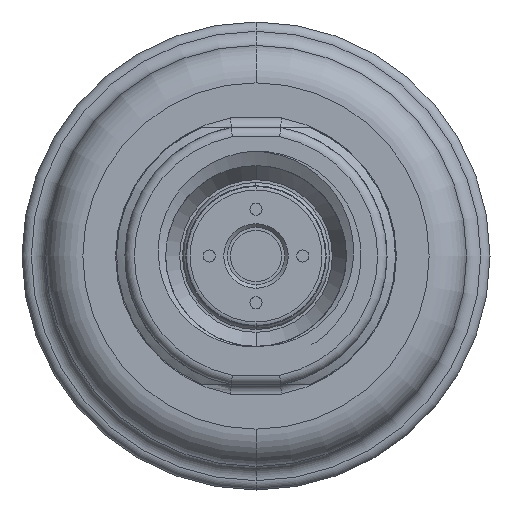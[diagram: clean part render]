
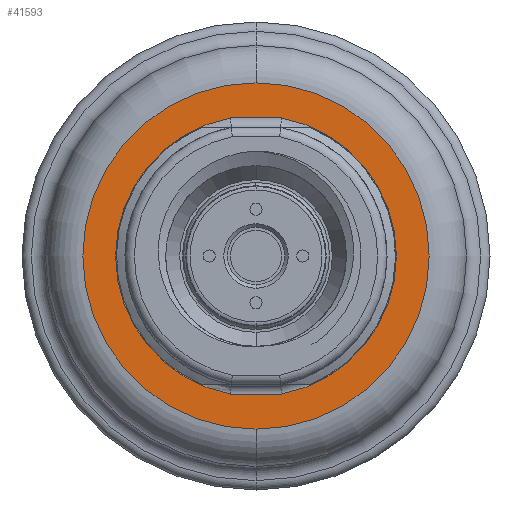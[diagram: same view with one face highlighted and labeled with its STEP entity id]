
A CAD part, front view. The second image highlights one B-rep face of the part: STEP entity #41593.
In plain terms, the highlighted planar face has unit normal (0, -1, 0).
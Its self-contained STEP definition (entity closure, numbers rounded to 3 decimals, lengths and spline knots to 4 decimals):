
#14970=CARTESIAN_POINT('',(0.,-0.1181,0.));
#14971=DIRECTION('',(0.,-1.,0.));
#14972=DIRECTION('',(0.,0.,-1.));
#14973=AXIS2_PLACEMENT_3D('',#14970,#14971,#14972);
#14975=CARTESIAN_POINT('',(0.,-0.1181,0.));
#14976=DIRECTION('',(0.,-1.,0.));
#14977=DIRECTION('',(0.,0.,1.));
#14978=AXIS2_PLACEMENT_3D('',#14975,#14976,#14977);
#14980=CARTESIAN_POINT('',(0.,-0.1181,0.));
#14981=DIRECTION('',(0.,-1.,0.));
#14982=DIRECTION('',(-0.182,0.,0.983));
#14983=AXIS2_PLACEMENT_3D('',#14980,#14981,#14982);
#14985=DIRECTION('',(1.,0.,0.));
#14986=VECTOR('',#14985,0.2147);
#14987=CARTESIAN_POINT('',(-0.1074,-0.1181,
-0.5807));
#14988=LINE('',#14987,#14986);
#14989=CARTESIAN_POINT('',(0.,-0.1181,0.));
#14990=DIRECTION('',(0.,-1.,0.));
#14991=DIRECTION('',(0.182,0.,-0.983));
#14992=AXIS2_PLACEMENT_3D('',#14989,#14990,#14991);
#14994=DIRECTION('',(-1.,0.,0.));
#14995=VECTOR('',#14994,0.2147);
#14996=CARTESIAN_POINT('',(0.1074,-0.1181,
0.5807));
#14997=LINE('',#14996,#14995);
#24666=CARTESIAN_POINT('',(-0.1074,-0.1181,
0.5807));
#24667=CARTESIAN_POINT('',(-0.1074,-0.1181,
-0.5807));
#24668=VERTEX_POINT('',#24666);
#24669=VERTEX_POINT('',#24667);
#24674=CARTESIAN_POINT('',(0.1074,-0.1181,
-0.5807));
#24675=CARTESIAN_POINT('',(0.1074,-0.1181,
0.5807));
#24676=VERTEX_POINT('',#24674);
#24677=VERTEX_POINT('',#24675);
#25007=CARTESIAN_POINT('',(0.,-0.1181,-0.7283));
#25008=CARTESIAN_POINT('',(0.,-0.1181,0.7283));
#25009=VERTEX_POINT('',#25007);
#25010=VERTEX_POINT('',#25008);
#41573=CARTESIAN_POINT('',(0.,-0.1181,0.));
#41574=DIRECTION('',(0.,-1.,0.));
#41575=DIRECTION('',(0.,0.,1.));
#41576=AXIS2_PLACEMENT_3D('',#41573,#41574,#41575);
#41577=PLANE('',#41576);
#41579=ORIENTED_EDGE('',*,*,#41578,.F.);
#41581=ORIENTED_EDGE('',*,*,#41580,.F.);
#41582=EDGE_LOOP('',(#41579,#41581));
#41583=FACE_OUTER_BOUND('',#41582,.F.);
#41584=ORIENTED_EDGE('',*,*,#41563,.T.);
#41586=ORIENTED_EDGE('',*,*,#41585,.T.);
#41588=ORIENTED_EDGE('',*,*,#41587,.T.);
#41590=ORIENTED_EDGE('',*,*,#41589,.T.);
#41591=EDGE_LOOP('',(#41584,#41586,#41588,#41590));
#41592=FACE_BOUND('',#41591,.F.);
#41593=ADVANCED_FACE('',(#41583,#41592),#41577,.T.);
#14974=CIRCLE('',#14973,0.7283);
#14979=CIRCLE('',#14978,0.7283);
#14984=CIRCLE('',#14983,0.5906);
#14993=CIRCLE('',#14992,0.5906);
#41563=EDGE_CURVE('',#24668,#24669,#14984,.T.);
#41578=EDGE_CURVE('',#25009,#25010,#14974,.T.);
#41580=EDGE_CURVE('',#25010,#25009,#14979,.T.);
#41585=EDGE_CURVE('',#24669,#24676,#14988,.T.);
#41587=EDGE_CURVE('',#24676,#24677,#14993,.T.);
#41589=EDGE_CURVE('',#24677,#24668,#14997,.T.);
